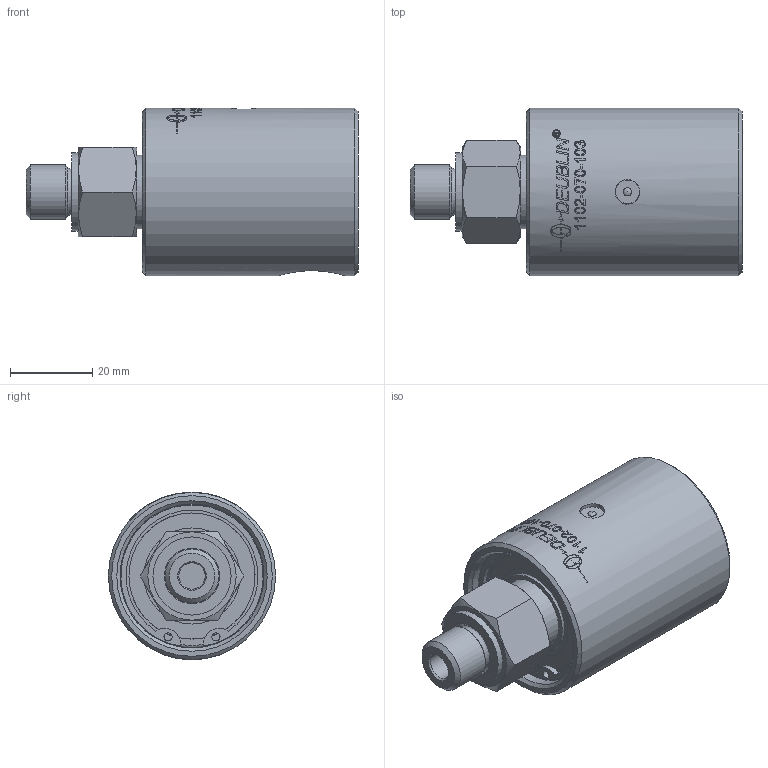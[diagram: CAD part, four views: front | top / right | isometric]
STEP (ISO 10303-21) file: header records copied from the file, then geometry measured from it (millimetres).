
FILE_DESCRIPTION(/* description */ (''),/* implementation_level */ '2;1');
FILE_NAME(/* name */ '1102-070-103-IC.stp',/* time_stamp */ '2020-05-13T15:51:20-05:00',/* author */ ('Moorera'),/* organization */ (''),/* preprocessor_version */ 'ST-DEVELOPER v18.1',/* originating_system */ 'Autodesk Inventor 2020',/* authorisation */ '');
FILE_SCHEMA (('AUTOMOTIVE_DESIGN { 1 0 10303 214 3 1 1 }'));
Length unit declared in the file: millimetre
Products named in the file (1): 1102-070-103-IC
Bounding box: 80.84 x 40.71 x 40.71 mm (x, y, z)
Volume: 70813.1 mm3; surface area: 13996.6 mm2
Topology: 1 solids, 1 shells, 409 faces, 1107 edges, 738 vertices
Faces by surface type: plane 212, bspline 119, cylinder 58, cone 14, torus 5, sphere 1
Full cylindrical faces by diameter (mm): 1.981 x2, 5.75 x1, 6 x1, 6.4 x1, 10.719 x1, 13.157 x1, 13.5 x1, 17.85 x1, 19 x1, 23.38 x1, 30.7 x2, 35 x1, 35.05 x1, 37.54 x1, 40.71 x1
Entity records: 16548 total; most frequent: CARTESIAN_POINT 6492, ORIENTED_EDGE 2212, DIRECTION 1866, EDGE_CURVE 1106, VERTEX_POINT 738, AXIS2_PLACEMENT_3D 733, EDGE_LOOP 458, FACE_OUTER_BOUND 409
